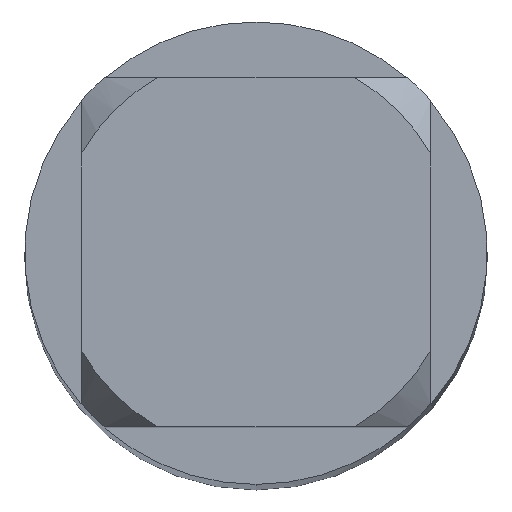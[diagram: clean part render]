
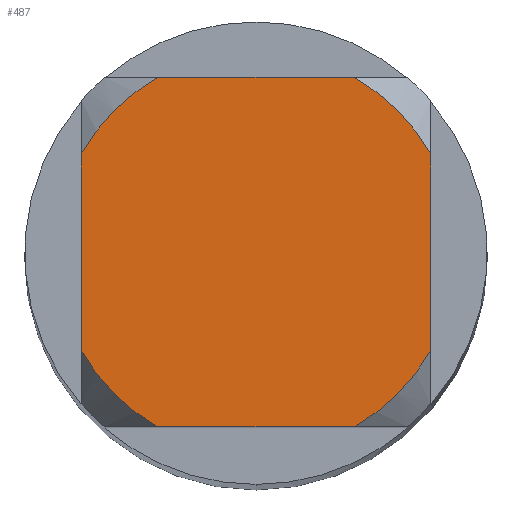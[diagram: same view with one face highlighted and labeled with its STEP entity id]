
A CAD part, top view. The second image highlights one B-rep face of the part: STEP entity #487.
In plain terms, the highlighted planar face has unit normal (0, 0, 1).
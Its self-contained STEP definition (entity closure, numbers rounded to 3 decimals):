
#211=EDGE_CURVE('',#235,#287,#559,.T.);
#213=EDGE_CURVE('',#401,#371,#561,.T.);
#235=VERTEX_POINT('',#583);
#259=EDGE_CURVE('',#423,#433,#611,.T.);
#287=VERTEX_POINT('',#639);
#317=VERTEX_POINT('',#673);
#335=EDGE_CURVE('',#423,#371,#693,.T.);
#371=VERTEX_POINT('',#731);
#383=EDGE_CURVE('',#401,#287,#744,.T.);
#401=VERTEX_POINT('',#763);
#423=VERTEX_POINT('',#787);
#425=VERTEX_POINT('',#789);
#431=EDGE_CURVE('',#425,#317,#795,.T.);
#433=VERTEX_POINT('',#797);
#487=ADVANCED_FACE('',(#858),#859,.T.);
#501=EDGE_CURVE('',#425,#433,#873,.T.);
#505=EDGE_CURVE('',#235,#317,#878,.T.);
#559=CIRCLE('',#959,1.95);
#561=CIRCLE('',#962,1.95);
#583=CARTESIAN_POINT('',(1.7,-0.955,0.0));
#611=CIRCLE('',#1056,1.95);
#639=CARTESIAN_POINT('',(0.955,-1.7,0.0));
#673=CARTESIAN_POINT('',(1.7,0.955,0.0));
#693=LINE('',#1291,#1292);
#731=CARTESIAN_POINT('',(-1.7,-0.955,0.0));
#744=LINE('',#1365,#1366);
#763=CARTESIAN_POINT('',(-0.955,-1.7,0.0));
#787=CARTESIAN_POINT('',(-1.7,0.955,0.0));
#789=CARTESIAN_POINT('',(0.955,1.7,0.0));
#795=CIRCLE('',#1447,1.95);
#797=CARTESIAN_POINT('',(-0.955,1.7,0.0));
#858=FACE_OUTER_BOUND('',#1602,.T.);
#859=PLANE('',#1603);
#873=LINE('',#1635,#1636);
#878=LINE('',#1642,#1643);
#959=AXIS2_PLACEMENT_3D('',#1692,#1693,#1694);
#962=AXIS2_PLACEMENT_3D('',#1695,#1696,#1697);
#1056=AXIS2_PLACEMENT_3D('',#1744,#1745,#1746);
#1291=CARTESIAN_POINT('',(-1.7,0.488,0.0));
#1292=VECTOR('',#1844,1.0);
#1365=CARTESIAN_POINT('',(0.0,-1.7,0.0));
#1366=VECTOR('',#1878,1.0);
#1447=AXIS2_PLACEMENT_3D('',#1918,#1919,#1920);
#1602=EDGE_LOOP('',(#2001,#2002,#2003,#2004,#2005,#2006,#2007,#2008));
#1603=AXIS2_PLACEMENT_3D('',#2009,#2010,#2011);
#1635=CARTESIAN_POINT('',(0.0,1.7,0.0));
#1636=VECTOR('',#2018,1.0);
#1642=CARTESIAN_POINT('',(1.7,0.488,0.0));
#1643=VECTOR('',#2026,1.0);
#1692=CARTESIAN_POINT('',(0.0,0.0,0.0));
#1693=DIRECTION('',(0.0,0.0,-1.0));
#1694=DIRECTION('',(0.0,1.0,0.0));
#1695=CARTESIAN_POINT('',(0.0,0.0,0.0));
#1696=DIRECTION('',(0.0,0.0,-1.0));
#1697=DIRECTION('',(0.0,1.0,0.0));
#1744=CARTESIAN_POINT('',(0.0,0.0,0.0));
#1745=DIRECTION('',(0.0,0.0,-1.0));
#1746=DIRECTION('',(0.0,1.0,0.0));
#1844=DIRECTION('',(-0.0,-1.0,0.0));
#1878=DIRECTION('',(1.0,0.0,0.0));
#1918=CARTESIAN_POINT('',(0.0,0.0,0.0));
#1919=DIRECTION('',(0.0,0.0,-1.0));
#1920=DIRECTION('',(0.0,1.0,0.0));
#2001=ORIENTED_EDGE('',*,*,#335,.T.);
#2002=ORIENTED_EDGE('',*,*,#213,.F.);
#2003=ORIENTED_EDGE('',*,*,#383,.T.);
#2004=ORIENTED_EDGE('',*,*,#211,.F.);
#2005=ORIENTED_EDGE('',*,*,#505,.T.);
#2006=ORIENTED_EDGE('',*,*,#431,.F.);
#2007=ORIENTED_EDGE('',*,*,#501,.T.);
#2008=ORIENTED_EDGE('',*,*,#259,.F.);
#2009=CARTESIAN_POINT('',(0.0,0.975,0.0));
#2010=DIRECTION('',(-0.0,0.0,1.0));
#2011=DIRECTION('',(0.0,-1.0,0.0));
#2018=DIRECTION('',(-1.0,0.0,0.0));
#2026=DIRECTION('',(-0.0,1.0,0.0));
